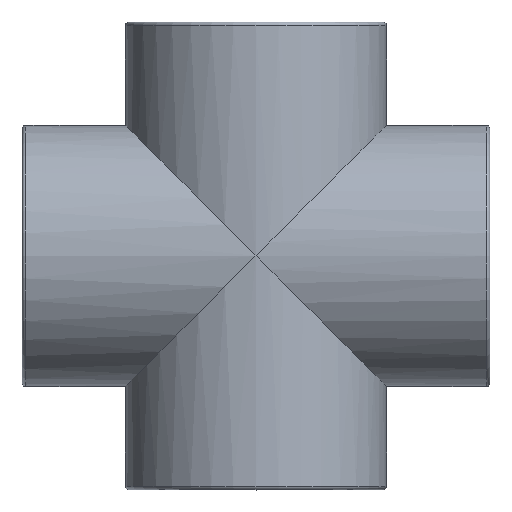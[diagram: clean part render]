
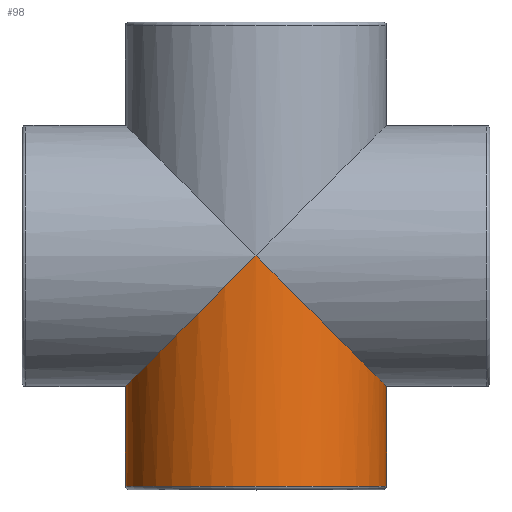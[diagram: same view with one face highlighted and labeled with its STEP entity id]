
A CAD part, top view. The second image highlights one B-rep face of the part: STEP entity #98.
In plain terms, the highlighted cylindrical face has radius 67 mm (diameter 134 mm), a full revolution.
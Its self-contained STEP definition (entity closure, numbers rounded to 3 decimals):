
#98 = ADVANCED_FACE( '', ( #217, #218 ), #219, .T. );
#217 = FACE_OUTER_BOUND( '', #336, .T. );
#218 = FACE_OUTER_BOUND( '', #337, .T. );
#219 = CYLINDRICAL_SURFACE( '', #338, 67. );
#336 = EDGE_LOOP( '', ( #501 ) );
#337 = EDGE_LOOP( '', ( #502, #503 ) );
#338 = AXIS2_PLACEMENT_3D( '', #504, #505, #506 );
#501 = ORIENTED_EDGE( '', *, *, #552, .F. );
#502 = ORIENTED_EDGE( '', *, *, #565, .F. );
#503 = ORIENTED_EDGE( '', *, *, #582, .F. );
#504 = CARTESIAN_POINT( '', ( 0., -120., 0. ) );
#505 = DIRECTION( '', ( 0., 1., 0. ) );
#506 = DIRECTION( '', ( 0., 0., -1. ) );
#552 = EDGE_CURVE( '', #625, #625, #626, .T. );
#565 = EDGE_CURVE( '', #646, #647, #648, .F. );
#582 = EDGE_CURVE( '', #647, #646, #669, .F. );
#625 = VERTEX_POINT( '', #713 );
#626 = CIRCLE( '', #714, 67. );
#646 = VERTEX_POINT( '', #734 );
#647 = VERTEX_POINT( '', #735 );
#648 = ELLIPSE( '', #736, 94.752, 67. );
#669 = ELLIPSE( '', #757, 94.752, 67. );
#713 = CARTESIAN_POINT( '', ( 0., -118.2, -67. ) );
#714 = AXIS2_PLACEMENT_3D( '', #807, #808, #809 );
#734 = CARTESIAN_POINT( '', ( 0., 0., -67. ) );
#735 = CARTESIAN_POINT( '', ( 0., 0., 67. ) );
#736 = AXIS2_PLACEMENT_3D( '', #831, #832, #833 );
#757 = AXIS2_PLACEMENT_3D( '', #855, #856, #857 );
#807 = CARTESIAN_POINT( '', ( 0., -118.2, 0. ) );
#808 = DIRECTION( '', ( 0., -1., 0. ) );
#809 = DIRECTION( '', ( 0., 0., -1. ) );
#831 = CARTESIAN_POINT( '', ( 0., 0., 0. ) );
#832 = DIRECTION( '', ( 0.707, -0.707, 0. ) );
#833 = DIRECTION( '', ( -0.707, -0.707, 0. ) );
#855 = CARTESIAN_POINT( '', ( 0., 0., 0. ) );
#856 = DIRECTION( '', ( -0.707, -0.707, 0. ) );
#857 = DIRECTION( '', ( 0.707, -0.707, 0. ) );
